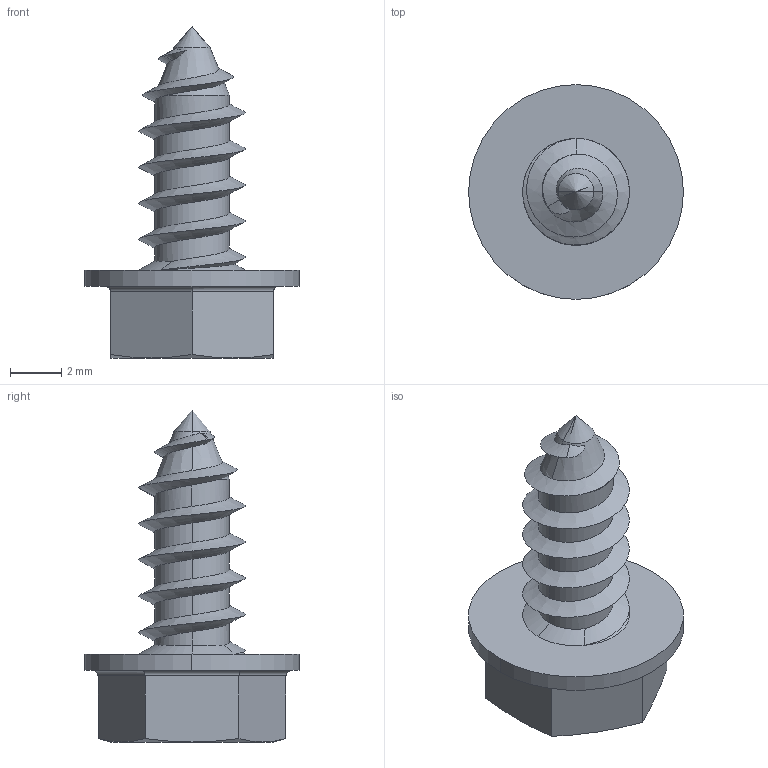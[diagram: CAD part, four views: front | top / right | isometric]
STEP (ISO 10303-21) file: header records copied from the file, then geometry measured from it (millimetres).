
FILE_DESCRIPTION (( 'STEP AP203' ), '1' );
FILE_NAME ('B00GIAENH2.3D.STEP', '2014-01-24T07:01:47', ( 'COMP' ), ( 'KTL' ), 'SwSTEP 2.0', 'SolidWorks 2010', '' );
FILE_SCHEMA (( 'CONFIG_CONTROL_DESIGN' ));
Length unit declared in the file: inch
Products named in the file (1): B00GIAENH2.3D
Bounding box: 8.38 x 8.38 x 12.95 mm (x, y, z)
Volume: 197.8 mm3; surface area: 306.7 mm2
Topology: 1 solids, 1 shells, 49 faces, 118 edges, 70 vertices
Faces by surface type: cylinder 19, cone 17, plane 9, bspline 4
Entity records: 3077 total; most frequent: CARTESIAN_POINT 2010, ORIENTED_EDGE 230, DIRECTION 174, EDGE_CURVE 115, VERTEX_POINT 70, AXIS2_PLACEMENT_3D 66, EDGE_LOOP 51, FACE_OUTER_BOUND 49
